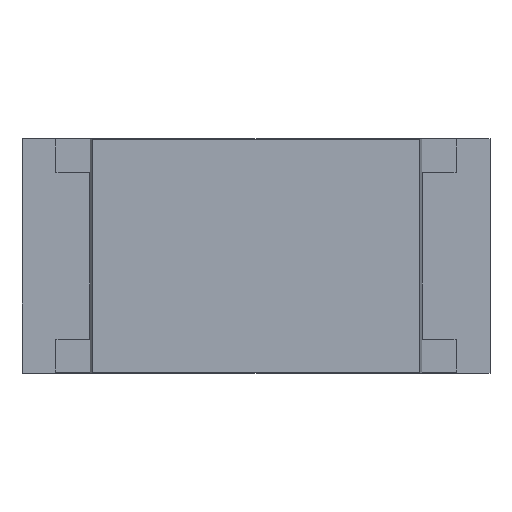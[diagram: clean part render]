
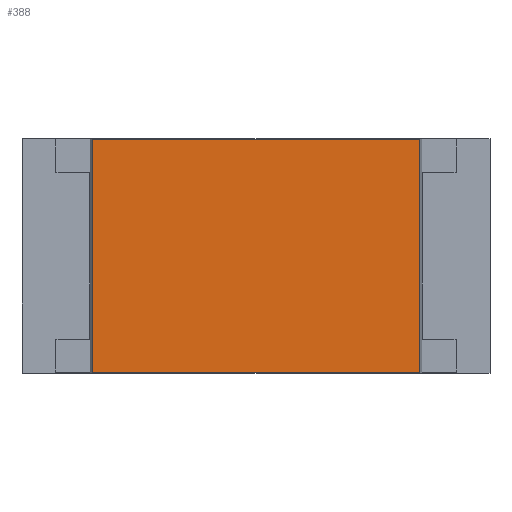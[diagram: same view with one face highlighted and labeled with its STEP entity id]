
A CAD part, top view. The second image highlights one B-rep face of the part: STEP entity #388.
In plain terms, the highlighted planar face has unit normal (0, 0, 1).
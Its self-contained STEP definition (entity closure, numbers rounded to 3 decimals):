
#311 = EDGE_LOOP ( 'NONE', ( #312, #313, #315, #316 ) ) ;
#312 = ORIENTED_EDGE ( 'NONE', *, *, #331, .T. ) ;
#313 = ORIENTED_EDGE ( 'NONE', *, *, #314, .T. ) ;
#314 = EDGE_CURVE ( 'NONE', #329, #344, #1160, .T. ) ;
#315 = ORIENTED_EDGE ( 'NONE', *, *, #343, .T. ) ;
#316 = ORIENTED_EDGE ( 'NONE', *, *, #317, .T. ) ;
#317 = EDGE_CURVE ( 'NONE', #345, #332, #1156, .T. ) ;
#329 = VERTEX_POINT ( 'NONE', #1218 ) ;
#331 = EDGE_CURVE ( 'NONE', #332, #329, #1217, .T. ) ;
#332 = VERTEX_POINT ( 'NONE', #1213 ) ;
#343 = EDGE_CURVE ( 'NONE', #344, #345, #1240, .T. ) ;
#344 = VERTEX_POINT ( 'NONE', #1232 ) ;
#345 = VERTEX_POINT ( 'NONE', #1231 ) ;
#388 = ADVANCED_FACE ( 'NONE', ( #1292 ), #1329, .T. ) ;
#1152 = DIRECTION ( 'NONE',  ( 0., 1., 0. ) ) ;
#1153 = VECTOR ( 'NONE', #1152, 1000. ) ;
#1154 = CARTESIAN_POINT ( 'NONE',  ( 1.083, 0.774, 0.474 ) ) ;
#1156 = LINE ( 'NONE', #1154, #1153 ) ;
#1157 = DIRECTION ( 'NONE',  ( 0., -1., 0. ) ) ;
#1158 = VECTOR ( 'NONE', #1157, 1000. ) ;
#1159 = CARTESIAN_POINT ( 'NONE',  ( -1.083, -0.774, 0.474 ) ) ;
#1160 = LINE ( 'NONE', #1159, #1158 ) ;
#1213 = CARTESIAN_POINT ( 'NONE',  ( 1.083, 0.774, 0.474 ) ) ;
#1214 = DIRECTION ( 'NONE',  ( -1., 0., 0. ) ) ;
#1215 = VECTOR ( 'NONE', #1214, 1000. ) ;
#1216 = CARTESIAN_POINT ( 'NONE',  ( -1.099, 0.774, 0.474 ) ) ;
#1217 = LINE ( 'NONE', #1216, #1215 ) ;
#1218 = CARTESIAN_POINT ( 'NONE',  ( -1.083, 0.774, 0.474 ) ) ;
#1231 = CARTESIAN_POINT ( 'NONE',  ( 1.083, -0.774, 0.474 ) ) ;
#1232 = CARTESIAN_POINT ( 'NONE',  ( -1.083, -0.774, 0.474 ) ) ;
#1233 = DIRECTION ( 'NONE',  ( 1., 0., 0. ) ) ;
#1234 = VECTOR ( 'NONE', #1233, 1000. ) ;
#1235 = CARTESIAN_POINT ( 'NONE',  ( -1.099, -0.774, 0.474 ) ) ;
#1240 = LINE ( 'NONE', #1235, #1234 ) ;
#1292 = FACE_OUTER_BOUND ( 'NONE', #311, .T. ) ;
#1324 = DIRECTION ( 'NONE',  ( 1., 0., 0. ) ) ;
#1325 = DIRECTION ( 'NONE',  ( 0., 0., 1. ) ) ;
#1326 = CARTESIAN_POINT ( 'NONE',  ( -1.099, -0.774, 0.474 ) ) ;
#1327 = AXIS2_PLACEMENT_3D ( 'NONE', #1326, #1325, #1324 ) ;
#1329 = PLANE ( 'NONE',  #1327 ) ;
